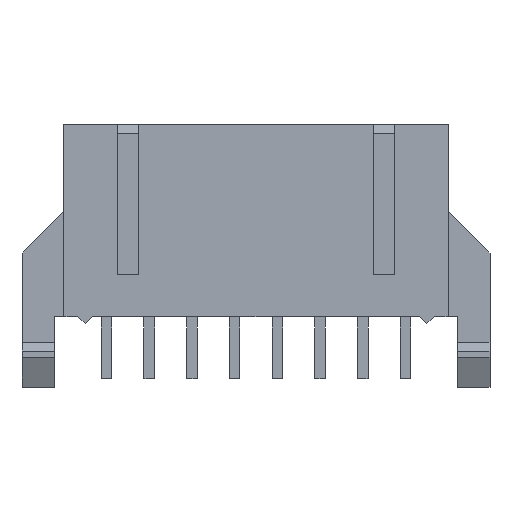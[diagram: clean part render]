
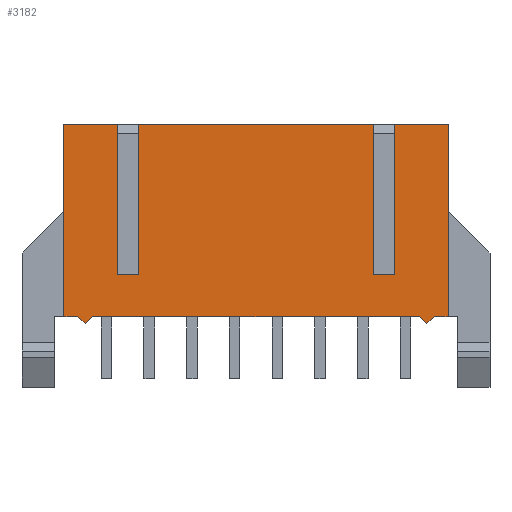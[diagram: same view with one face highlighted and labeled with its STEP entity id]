
A CAD part, front view. The second image highlights one B-rep face of the part: STEP entity #3182.
In plain terms, the highlighted planar face has unit normal (0, -1, 0).
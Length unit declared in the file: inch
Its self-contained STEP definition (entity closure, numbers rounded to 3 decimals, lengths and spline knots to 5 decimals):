
#5=DIRECTION('',(1.,0.,0.));
#6=VECTOR('',#5,0.76425);
#7=CARTESIAN_POINT('',(-0.38212,-0.1,-0.225));
#8=LINE('',#7,#6);
#49=DIRECTION('',(1.,0.,0.));
#50=VECTOR('',#49,0.03212);
#51=CARTESIAN_POINT('',(0.41788,-0.1,-0.225));
#52=LINE('',#51,#50);
#73=DIRECTION('',(1.,0.,0.));
#74=VECTOR('',#73,0.03212);
#75=CARTESIAN_POINT('',(-0.45,-0.1,-0.225));
#76=LINE('',#75,#74);
#305=DIRECTION('',(1.,0.,0.));
#306=VECTOR('',#305,0.55);
#307=CARTESIAN_POINT('',(-0.275,-0.1,0.225));
#308=LINE('',#307,#306);
#321=DIRECTION('',(1.,0.,0.));
#322=VECTOR('',#321,0.125);
#323=CARTESIAN_POINT('',(-0.45,-0.1,0.225));
#324=LINE('',#323,#322);
#369=DIRECTION('',(1.,0.,0.));
#370=VECTOR('',#369,0.125);
#371=CARTESIAN_POINT('',(0.325,-0.1,0.225));
#372=LINE('',#371,#370);
#413=DIRECTION('',(1.,0.,0.));
#414=VECTOR('',#413,0.05);
#415=CARTESIAN_POINT('',(-0.325,-0.1,-0.125));
#416=LINE('',#415,#414);
#417=DIRECTION('',(0.,0.,-1.));
#418=VECTOR('',#417,0.35);
#419=CARTESIAN_POINT('',(-0.275,-0.1,0.225));
#420=LINE('',#419,#418);
#421=DIRECTION('',(0.,0.,-1.));
#422=VECTOR('',#421,0.35);
#423=CARTESIAN_POINT('',(0.275,-0.1,0.225));
#424=LINE('',#423,#422);
#425=DIRECTION('',(1.,0.,0.));
#426=VECTOR('',#425,0.05);
#427=CARTESIAN_POINT('',(0.275,-0.1,-0.125));
#428=LINE('',#427,#426);
#429=DIRECTION('',(0.,0.,-1.));
#430=VECTOR('',#429,0.35);
#431=CARTESIAN_POINT('',(0.325,-0.1,0.225));
#432=LINE('',#431,#430);
#433=DIRECTION('',(-0.766,0.,-0.643));
#434=VECTOR('',#433,0.02334);
#435=CARTESIAN_POINT('',(0.41788,-0.1,-0.225));
#436=LINE('',#435,#434);
#437=DIRECTION('',(-0.766,0.,0.643));
#438=VECTOR('',#437,0.02334);
#439=CARTESIAN_POINT('',(0.4,-0.1,-0.24));
#440=LINE('',#439,#438);
#441=DIRECTION('',(-0.766,0.,-0.643));
#442=VECTOR('',#441,0.02334);
#443=CARTESIAN_POINT('',(-0.38212,-0.1,-0.225));
#444=LINE('',#443,#442);
#445=DIRECTION('',(-0.766,0.,0.643));
#446=VECTOR('',#445,0.02334);
#447=CARTESIAN_POINT('',(-0.4,-0.1,-0.24));
#448=LINE('',#447,#446);
#449=DIRECTION('',(0.,0.,1.));
#450=VECTOR('',#449,0.45);
#451=CARTESIAN_POINT('',(-0.45,-0.1,-0.225));
#452=LINE('',#451,#450);
#453=DIRECTION('',(0.,0.,-1.));
#454=VECTOR('',#453,0.35);
#455=CARTESIAN_POINT('',(-0.325,-0.1,0.225));
#456=LINE('',#455,#454);
#1465=DIRECTION('',(0.,0.,1.));
#1466=VECTOR('',#1465,0.45);
#1467=CARTESIAN_POINT('',(0.45,-0.1,-0.225));
#1468=LINE('',#1467,#1466);
#2084=CARTESIAN_POINT('',(-0.45,-0.1,0.225));
#2086=VERTEX_POINT('',#2084);
#2087=CARTESIAN_POINT('',(0.45,-0.1,0.225));
#2089=VERTEX_POINT('',#2087);
#2101=CARTESIAN_POINT('',(-0.45,-0.1,-0.225));
#2102=VERTEX_POINT('',#2101);
#2103=CARTESIAN_POINT('',(0.45,-0.1,-0.225));
#2104=VERTEX_POINT('',#2103);
#2115=CARTESIAN_POINT('',(-0.4,-0.1,-0.24));
#2117=VERTEX_POINT('',#2115);
#2119=CARTESIAN_POINT('',(0.4,-0.1,-0.24));
#2121=VERTEX_POINT('',#2119);
#2123=CARTESIAN_POINT('',(-0.38212,-0.1,-0.225));
#2125=VERTEX_POINT('',#2123);
#2127=CARTESIAN_POINT('',(-0.41788,-0.1,-0.225));
#2129=VERTEX_POINT('',#2127);
#2131=CARTESIAN_POINT('',(0.41788,-0.1,-0.225));
#2133=VERTEX_POINT('',#2131);
#2135=CARTESIAN_POINT('',(0.38212,-0.1,-0.225));
#2137=VERTEX_POINT('',#2135);
#2467=CARTESIAN_POINT('',(0.275,-0.1,0.225));
#2469=VERTEX_POINT('',#2467);
#2471=CARTESIAN_POINT('',(0.325,-0.1,0.225));
#2473=VERTEX_POINT('',#2471);
#2475=CARTESIAN_POINT('',(-0.325,-0.1,-0.125));
#2476=CARTESIAN_POINT('',(-0.275,-0.1,-0.125));
#2477=VERTEX_POINT('',#2475);
#2478=VERTEX_POINT('',#2476);
#2479=CARTESIAN_POINT('',(0.275,-0.1,-0.125));
#2480=VERTEX_POINT('',#2479);
#2481=CARTESIAN_POINT('',(0.325,-0.1,-0.125));
#2482=VERTEX_POINT('',#2481);
#2491=CARTESIAN_POINT('',(-0.325,-0.1,0.225));
#2492=VERTEX_POINT('',#2491);
#2493=CARTESIAN_POINT('',(-0.275,-0.1,0.225));
#2494=VERTEX_POINT('',#2493);
#3148=CARTESIAN_POINT('',(-0.45,-0.1,-0.225));
#3149=DIRECTION('',(0.,-1.,0.));
#3150=DIRECTION('',(1.,0.,0.));
#3151=AXIS2_PLACEMENT_3D('',#3148,#3149,#3150);
#3152=PLANE('',#3151);
#3154=ORIENTED_EDGE('',*,*,#3153,.T.);
#3155=ORIENTED_EDGE('',*,*,#3138,.F.);
#3156=ORIENTED_EDGE('',*,*,#3010,.T.);
#3157=ORIENTED_EDGE('',*,*,#3083,.T.);
#3159=ORIENTED_EDGE('',*,*,#3158,.T.);
#3161=ORIENTED_EDGE('',*,*,#3160,.F.);
#3162=ORIENTED_EDGE('',*,*,#3066,.T.);
#3164=ORIENTED_EDGE('',*,*,#3163,.F.);
#3165=ORIENTED_EDGE('',*,*,#2880,.F.);
#3167=ORIENTED_EDGE('',*,*,#3166,.T.);
#3169=ORIENTED_EDGE('',*,*,#3168,.T.);
#3170=ORIENTED_EDGE('',*,*,#2766,.F.);
#3171=ORIENTED_EDGE('',*,*,#2933,.T.);
#3173=ORIENTED_EDGE('',*,*,#3172,.T.);
#3174=ORIENTED_EDGE('',*,*,#2900,.F.);
#3176=ORIENTED_EDGE('',*,*,#3175,.T.);
#3177=ORIENTED_EDGE('',*,*,#3046,.T.);
#3179=ORIENTED_EDGE('',*,*,#3178,.T.);
#3180=EDGE_LOOP('',(#3154,#3155,#3156,#3157,#3159,#3161,#3162,#3164,#3165,#3167,
#3169,#3170,#3171,#3173,#3174,#3176,#3177,#3179));
#3181=FACE_OUTER_BOUND('',#3180,.F.);
#3182=ADVANCED_FACE('',(#3181),#3152,.T.);
#2766=EDGE_CURVE('',#2125,#2137,#8,.T.);
#2880=EDGE_CURVE('',#2133,#2104,#52,.T.);
#2900=EDGE_CURVE('',#2102,#2129,#76,.T.);
#2933=EDGE_CURVE('',#2125,#2117,#444,.T.);
#3010=EDGE_CURVE('',#2494,#2469,#308,.T.);
#3046=EDGE_CURVE('',#2086,#2492,#324,.T.);
#3066=EDGE_CURVE('',#2473,#2089,#372,.T.);
#3083=EDGE_CURVE('',#2469,#2480,#424,.T.);
#3138=EDGE_CURVE('',#2494,#2478,#420,.T.);
#3153=EDGE_CURVE('',#2477,#2478,#416,.T.);
#3158=EDGE_CURVE('',#2480,#2482,#428,.T.);
#3160=EDGE_CURVE('',#2473,#2482,#432,.T.);
#3163=EDGE_CURVE('',#2104,#2089,#1468,.T.);
#3166=EDGE_CURVE('',#2133,#2121,#436,.T.);
#3168=EDGE_CURVE('',#2121,#2137,#440,.T.);
#3172=EDGE_CURVE('',#2117,#2129,#448,.T.);
#3175=EDGE_CURVE('',#2102,#2086,#452,.T.);
#3178=EDGE_CURVE('',#2492,#2477,#456,.T.);
